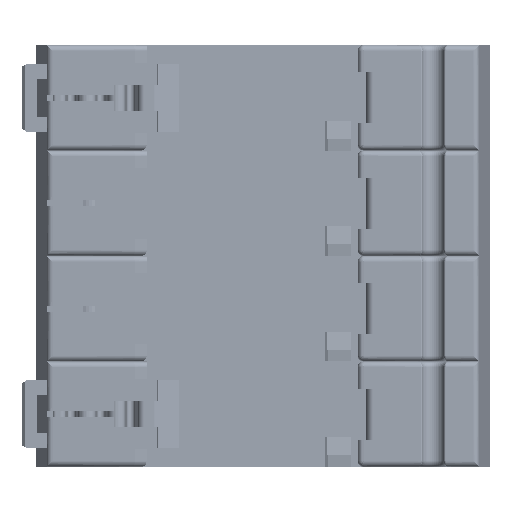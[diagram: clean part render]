
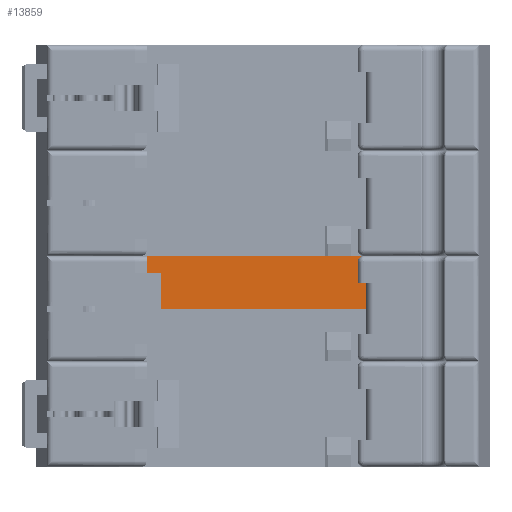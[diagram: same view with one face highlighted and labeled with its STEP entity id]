
A CAD part, front view. The second image highlights one B-rep face of the part: STEP entity #13859.
In plain terms, the highlighted planar face has unit normal (0, -1, 0).
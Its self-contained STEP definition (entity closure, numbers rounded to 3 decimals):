
#3898=PLANE('',#42029);
#6776=LINE('',#63770,#10642);
#6885=LINE('',#64123,#10751);
#7151=LINE('',#64743,#11017);
#7179=LINE('',#64808,#11045);
#7180=LINE('',#64810,#11046);
#7181=LINE('',#64812,#11047);
#10642=VECTOR('',#48332,1.);
#10751=VECTOR('',#48553,1.);
#11017=VECTOR('',#49065,1.);
#11045=VECTOR('',#49115,1.);
#11046=VECTOR('',#49118,1.);
#11047=VECTOR('',#49119,1.);
#13859=ADVANCED_FACE('',(#15898),#3898,.T.);
#15898=FACE_OUTER_BOUND('',#17897,.T.);
#17897=EDGE_LOOP('',(#24078,#24079,#24080,#24081,#24082,#24083));
#24078=ORIENTED_EDGE('',*,*,#36368,.F.);
#24079=ORIENTED_EDGE('',*,*,#36014,.F.);
#24080=ORIENTED_EDGE('',*,*,#36367,.T.);
#24081=ORIENTED_EDGE('',*,*,#35859,.F.);
#24082=ORIENTED_EDGE('',*,*,#36336,.F.);
#24083=ORIENTED_EDGE('',*,*,#36369,.T.);
#31591=VERTEX_POINT('',#63769);
#31592=VERTEX_POINT('',#63771);
#31725=VERTEX_POINT('',#64122);
#31726=VERTEX_POINT('',#64124);
#31948=VERTEX_POINT('',#64742);
#31971=VERTEX_POINT('',#64811);
#35859=EDGE_CURVE('',#31591,#31592,#6776,.T.);
#36014=EDGE_CURVE('',#31725,#31726,#6885,.T.);
#36336=EDGE_CURVE('',#31948,#31591,#7151,.T.);
#36367=EDGE_CURVE('',#31725,#31592,#7179,.T.);
#36368=EDGE_CURVE('',#31726,#31971,#7180,.T.);
#36369=EDGE_CURVE('',#31948,#31971,#7181,.T.);
#42029=AXIS2_PLACEMENT_3D('',#64813,#49120,#49121);
#48332=DIRECTION('',(1.,0.,0.));
#48553=DIRECTION('',(-1.,0.,0.));
#49065=DIRECTION('',(0.,0.,1.));
#49115=DIRECTION('',(0.,0.,1.));
#49118=DIRECTION('',(0.,0.,1.));
#49119=DIRECTION('',(1.,0.,0.));
#49120=DIRECTION('',(0.,-1.,0.));
#49121=DIRECTION('',(0.,0.,1.));
#63769=CARTESIAN_POINT('',(2.8,-59.78,-10.));
#63770=CARTESIAN_POINT('',(2.8,-59.78,-10.));
#63771=CARTESIAN_POINT('',(39.8,-59.78,-10.));
#64122=CARTESIAN_POINT('',(39.8,-59.78,-18.9));
#64123=CARTESIAN_POINT('',(39.8,-59.78,-18.9));
#64124=CARTESIAN_POINT('',(5.15,-59.78,-18.9));
#64742=CARTESIAN_POINT('',(2.8,-59.78,-12.94));
#64743=CARTESIAN_POINT('',(2.8,-59.78,-11.5));
#64808=CARTESIAN_POINT('',(39.8,-59.78,-11.5));
#64810=CARTESIAN_POINT('',(5.15,-59.78,-11.5));
#64811=CARTESIAN_POINT('',(5.15,-59.78,-12.94));
#64812=CARTESIAN_POINT('',(2.8,-59.78,-12.94));
#64813=CARTESIAN_POINT('',(2.8,-59.78,-11.5));
